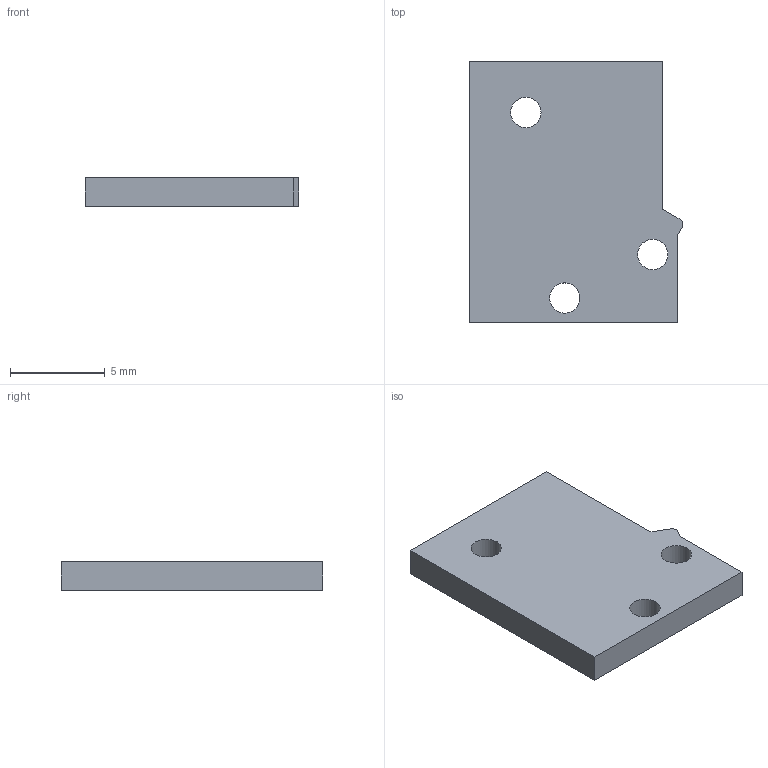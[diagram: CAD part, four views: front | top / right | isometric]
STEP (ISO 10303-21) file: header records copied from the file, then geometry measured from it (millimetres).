
FILE_DESCRIPTION(('FreeCAD Model'),'2;1');
FILE_NAME('Open CASCADE Shape Model','2025-11-02T20:50:01',(''),(''), 'Open CASCADE STEP processor 7.7','FreeCAD','Unknown');
FILE_SCHEMA(('AUTOMOTIVE_DESIGN { 1 0 10303 214 1 1 1 1 }'));
Length unit declared in the file: millimetre
Products named in the file (1): Cover
Bounding box: 11.3 x 13.8 x 1.5 mm (x, y, z)
Volume: 209.3 mm3; surface area: 375.9 mm2
Topology: 1 solids, 1 shells, 13 faces, 33 edges, 22 vertices
Faces by surface type: plane 9, cylinder 4
Full cylindrical faces by diameter (mm): 1.6 x3
Entity records: 429 total; most frequent: CARTESIAN_POINT 69, DIRECTION 69, ORIENTED_EDGE 66, EDGE_CURVE 33, LINE 25, VECTOR 25, AXIS2_PLACEMENT_3D 22, VERTEX_POINT 22
